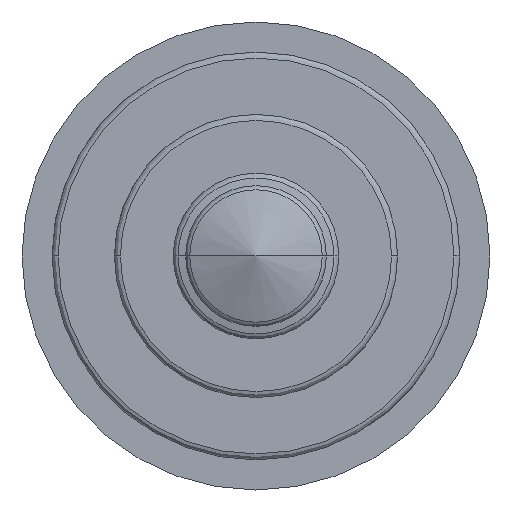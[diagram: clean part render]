
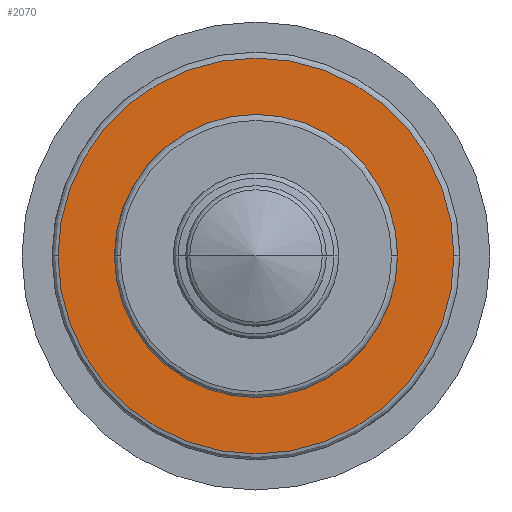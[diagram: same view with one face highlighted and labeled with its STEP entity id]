
A CAD part, front view. The second image highlights one B-rep face of the part: STEP entity #2070.
In plain terms, the highlighted face is planar.
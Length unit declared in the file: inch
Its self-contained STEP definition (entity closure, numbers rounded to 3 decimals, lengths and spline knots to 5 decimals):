
#294 = EDGE_CURVE ( 'NONE', #296, #295, #4073, .T. ) ;
#295 = VERTEX_POINT ( 'NONE', #4038 ) ;
#296 = VERTEX_POINT ( 'NONE', #4037 ) ;
#465 = VERTEX_POINT ( 'NONE', #2556 ) ;
#467 = EDGE_CURVE ( 'NONE', #465, #468, #2555, .T. ) ;
#468 = VERTEX_POINT ( 'NONE', #2550 ) ;
#1198 = CIRCLE ( 'NONE', #1209, 0.118 ) ;
#1201 = DIRECTION ( 'NONE',  ( -1., 0., 0. ) ) ;
#1202 = DIRECTION ( 'NONE',  ( 0., 0., 1. ) ) ;
#1208 = CARTESIAN_POINT ( 'NONE',  ( 0., 0., 0. ) ) ;
#1209 = AXIS2_PLACEMENT_3D ( 'NONE', #1208, #1202, #1201 ) ;
#1289 = DIRECTION ( 'NONE',  ( -1., 0., 0. ) ) ;
#1290 = DIRECTION ( 'NONE',  ( 0., 0., 1. ) ) ;
#1291 = AXIS2_PLACEMENT_3D ( 'NONE', #1298, #1290, #1289 ) ;
#1292 = CIRCLE ( 'NONE', #1291, 0.16493 ) ;
#1294 = DIRECTION ( 'NONE',  ( -1., 0., 0. ) ) ;
#1295 = DIRECTION ( 'NONE',  ( 0., 0., -1. ) ) ;
#1296 = CARTESIAN_POINT ( 'NONE',  ( 0.17, 0., 0. ) ) ;
#1297 = AXIS2_PLACEMENT_3D ( 'NONE', #1296, #1295, #1294 ) ;
#1298 = CARTESIAN_POINT ( 'NONE',  ( 0., 0., 0. ) ) ;
#1299 = PLANE ( 'NONE',  #1297 ) ;
#1300 = FACE_BOUND ( 'NONE', #2053, .T. ) ;
#1301 = FACE_OUTER_BOUND ( 'NONE', #2074, .T. ) ;
#1997 = ORIENTED_EDGE ( 'NONE', *, *, #294, .T. ) ;
#2039 = EDGE_CURVE ( 'NONE', #468, #465, #1198, .T. ) ;
#2040 = ORIENTED_EDGE ( 'NONE', *, *, #467, .F. ) ;
#2053 = EDGE_LOOP ( 'NONE', ( #2054, #2040 ) ) ;
#2054 = ORIENTED_EDGE ( 'NONE', *, *, #2039, .F. ) ;
#2070 = ADVANCED_FACE ( 'NONE', ( #1301, #1300 ), #1299, .F. ) ;
#2071 = EDGE_CURVE ( 'NONE', #295, #296, #1292, .T. ) ;
#2072 = ORIENTED_EDGE ( 'NONE', *, *, #2071, .T. ) ;
#2074 = EDGE_LOOP ( 'NONE', ( #2072, #1997 ) ) ;
#2550 = CARTESIAN_POINT ( 'NONE',  ( -0.118, 0., 0. ) ) ;
#2551 = DIRECTION ( 'NONE',  ( -1., 0., 0. ) ) ;
#2552 = DIRECTION ( 'NONE',  ( 0., 0., 1. ) ) ;
#2553 = CARTESIAN_POINT ( 'NONE',  ( 0., 0., 0. ) ) ;
#2554 = AXIS2_PLACEMENT_3D ( 'NONE', #2553, #2552, #2551 ) ;
#2555 = CIRCLE ( 'NONE', #2554, 0.118 ) ;
#2556 = CARTESIAN_POINT ( 'NONE',  ( 0.118, 0., 0. ) ) ;
#4037 = CARTESIAN_POINT ( 'NONE',  ( 0.16493, 0., 0. ) ) ;
#4038 = CARTESIAN_POINT ( 'NONE',  ( -0.16493, 0., 0. ) ) ;
#4039 = DIRECTION ( 'NONE',  ( -1., 0., 0. ) ) ;
#4048 = DIRECTION ( 'NONE',  ( 0., 0., 1. ) ) ;
#4049 = CARTESIAN_POINT ( 'NONE',  ( 0., 0., 0. ) ) ;
#4050 = AXIS2_PLACEMENT_3D ( 'NONE', #4049, #4048, #4039 ) ;
#4073 = CIRCLE ( 'NONE', #4050, 0.16493 ) ;
